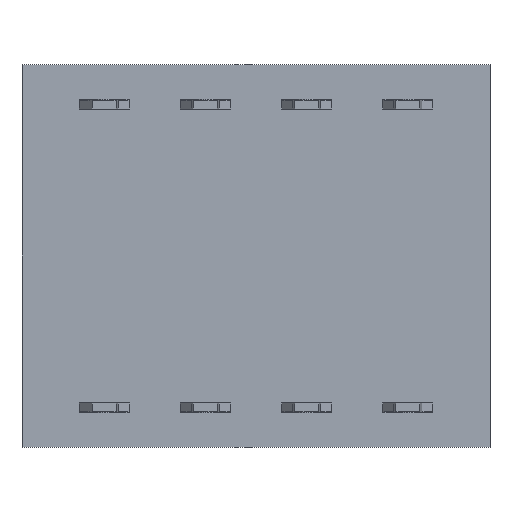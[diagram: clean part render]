
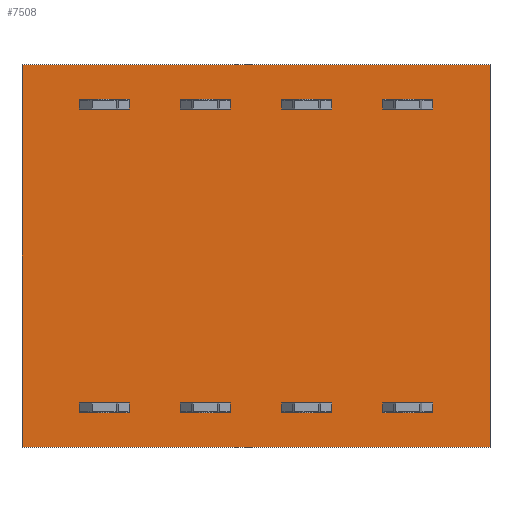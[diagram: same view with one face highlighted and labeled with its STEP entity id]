
A CAD part, front view. The second image highlights one B-rep face of the part: STEP entity #7508.
In plain terms, the highlighted planar face has unit normal (0, -1, 0).
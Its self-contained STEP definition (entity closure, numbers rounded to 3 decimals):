
#341=FACE_BOUND('',#867,.T.);
#342=FACE_BOUND('',#868,.T.);
#343=FACE_BOUND('',#869,.T.);
#344=FACE_BOUND('',#870,.T.);
#345=FACE_BOUND('',#871,.T.);
#346=FACE_BOUND('',#872,.T.);
#347=FACE_BOUND('',#873,.T.);
#348=FACE_BOUND('',#874,.T.);
#429=FACE_OUTER_BOUND('',#866,.T.);
#866=EDGE_LOOP('',(#5281,#5282,#5283,#5284));
#867=EDGE_LOOP('',(#5285,#5286,#5287,#5288));
#868=EDGE_LOOP('',(#5289,#5290,#5291,#5292));
#869=EDGE_LOOP('',(#5293,#5294,#5295,#5296));
#870=EDGE_LOOP('',(#5297,#5298,#5299,#5300));
#871=EDGE_LOOP('',(#5301,#5302,#5303,#5304));
#872=EDGE_LOOP('',(#5305,#5306,#5307,#5308));
#873=EDGE_LOOP('',(#5309,#5310,#5311,#5312));
#874=EDGE_LOOP('',(#5313,#5314,#5315,#5316));
#1272=LINE('',#10120,#2207);
#1275=LINE('',#10126,#2210);
#1278=LINE('',#10132,#2213);
#1281=LINE('',#10136,#2216);
#1284=LINE('',#10144,#2219);
#1287=LINE('',#10150,#2222);
#1290=LINE('',#10156,#2225);
#1293=LINE('',#10160,#2228);
#1296=LINE('',#10168,#2231);
#1299=LINE('',#10174,#2234);
#1302=LINE('',#10180,#2237);
#1305=LINE('',#10184,#2240);
#1308=LINE('',#10192,#2243);
#1311=LINE('',#10198,#2246);
#1314=LINE('',#10204,#2249);
#1317=LINE('',#10208,#2252);
#1320=LINE('',#10216,#2255);
#1323=LINE('',#10222,#2258);
#1326=LINE('',#10228,#2261);
#1329=LINE('',#10232,#2264);
#1332=LINE('',#10240,#2267);
#1335=LINE('',#10246,#2270);
#1338=LINE('',#10252,#2273);
#1341=LINE('',#10256,#2276);
#1344=LINE('',#10264,#2279);
#1347=LINE('',#10270,#2282);
#1350=LINE('',#10276,#2285);
#1353=LINE('',#10280,#2288);
#1356=LINE('',#10288,#2291);
#1359=LINE('',#10294,#2294);
#1362=LINE('',#10300,#2297);
#1365=LINE('',#10304,#2300);
#1426=LINE('',#10429,#2361);
#1429=LINE('',#10434,#2364);
#1432=LINE('',#10439,#2367);
#1433=LINE('',#10441,#2368);
#2207=VECTOR('',#8350,10.);
#2210=VECTOR('',#8355,10.);
#2213=VECTOR('',#8360,10.);
#2216=VECTOR('',#8365,10.);
#2219=VECTOR('',#8370,10.);
#2222=VECTOR('',#8375,10.);
#2225=VECTOR('',#8380,10.);
#2228=VECTOR('',#8385,10.);
#2231=VECTOR('',#8390,10.);
#2234=VECTOR('',#8395,10.);
#2237=VECTOR('',#8400,10.);
#2240=VECTOR('',#8405,10.);
#2243=VECTOR('',#8410,10.);
#2246=VECTOR('',#8415,10.);
#2249=VECTOR('',#8420,10.);
#2252=VECTOR('',#8425,10.);
#2255=VECTOR('',#8430,10.);
#2258=VECTOR('',#8435,10.);
#2261=VECTOR('',#8440,10.);
#2264=VECTOR('',#8445,10.);
#2267=VECTOR('',#8450,10.);
#2270=VECTOR('',#8455,10.);
#2273=VECTOR('',#8460,10.);
#2276=VECTOR('',#8465,10.);
#2279=VECTOR('',#8470,10.);
#2282=VECTOR('',#8475,10.);
#2285=VECTOR('',#8480,10.);
#2288=VECTOR('',#8485,10.);
#2291=VECTOR('',#8490,10.);
#2294=VECTOR('',#8495,10.);
#2297=VECTOR('',#8500,10.);
#2300=VECTOR('',#8505,10.);
#2361=VECTOR('',#8624,10.);
#2364=VECTOR('',#8629,10.);
#2367=VECTOR('',#8634,10.);
#2368=VECTOR('',#8637,10.);
#3139=VERTEX_POINT('',#10117);
#3140=VERTEX_POINT('',#10119);
#3142=VERTEX_POINT('',#10125);
#3144=VERTEX_POINT('',#10131);
#3147=VERTEX_POINT('',#10141);
#3148=VERTEX_POINT('',#10143);
#3150=VERTEX_POINT('',#10149);
#3152=VERTEX_POINT('',#10155);
#3155=VERTEX_POINT('',#10165);
#3156=VERTEX_POINT('',#10167);
#3158=VERTEX_POINT('',#10173);
#3160=VERTEX_POINT('',#10179);
#3163=VERTEX_POINT('',#10189);
#3164=VERTEX_POINT('',#10191);
#3166=VERTEX_POINT('',#10197);
#3168=VERTEX_POINT('',#10203);
#3171=VERTEX_POINT('',#10213);
#3172=VERTEX_POINT('',#10215);
#3174=VERTEX_POINT('',#10221);
#3176=VERTEX_POINT('',#10227);
#3179=VERTEX_POINT('',#10237);
#3180=VERTEX_POINT('',#10239);
#3182=VERTEX_POINT('',#10245);
#3184=VERTEX_POINT('',#10251);
#3187=VERTEX_POINT('',#10261);
#3188=VERTEX_POINT('',#10263);
#3190=VERTEX_POINT('',#10269);
#3192=VERTEX_POINT('',#10275);
#3195=VERTEX_POINT('',#10285);
#3196=VERTEX_POINT('',#10287);
#3198=VERTEX_POINT('',#10293);
#3200=VERTEX_POINT('',#10299);
#3234=VERTEX_POINT('',#10427);
#3235=VERTEX_POINT('',#10428);
#3236=VERTEX_POINT('',#10433);
#3237=VERTEX_POINT('',#10437);
#3868=EDGE_CURVE('',#3140,#3139,#1272,.T.);
#3871=EDGE_CURVE('',#3142,#3140,#1275,.T.);
#3874=EDGE_CURVE('',#3144,#3142,#1278,.T.);
#3877=EDGE_CURVE('',#3139,#3144,#1281,.T.);
#3880=EDGE_CURVE('',#3148,#3147,#1284,.T.);
#3883=EDGE_CURVE('',#3150,#3148,#1287,.T.);
#3886=EDGE_CURVE('',#3152,#3150,#1290,.T.);
#3889=EDGE_CURVE('',#3147,#3152,#1293,.T.);
#3892=EDGE_CURVE('',#3156,#3155,#1296,.T.);
#3895=EDGE_CURVE('',#3158,#3156,#1299,.T.);
#3898=EDGE_CURVE('',#3160,#3158,#1302,.T.);
#3901=EDGE_CURVE('',#3155,#3160,#1305,.T.);
#3904=EDGE_CURVE('',#3164,#3163,#1308,.T.);
#3907=EDGE_CURVE('',#3166,#3164,#1311,.T.);
#3910=EDGE_CURVE('',#3168,#3166,#1314,.T.);
#3913=EDGE_CURVE('',#3163,#3168,#1317,.T.);
#3916=EDGE_CURVE('',#3172,#3171,#1320,.T.);
#3919=EDGE_CURVE('',#3174,#3172,#1323,.T.);
#3922=EDGE_CURVE('',#3176,#3174,#1326,.T.);
#3925=EDGE_CURVE('',#3171,#3176,#1329,.T.);
#3928=EDGE_CURVE('',#3180,#3179,#1332,.T.);
#3931=EDGE_CURVE('',#3182,#3180,#1335,.T.);
#3934=EDGE_CURVE('',#3184,#3182,#1338,.T.);
#3937=EDGE_CURVE('',#3179,#3184,#1341,.T.);
#3940=EDGE_CURVE('',#3188,#3187,#1344,.T.);
#3943=EDGE_CURVE('',#3190,#3188,#1347,.T.);
#3946=EDGE_CURVE('',#3192,#3190,#1350,.T.);
#3949=EDGE_CURVE('',#3187,#3192,#1353,.T.);
#3952=EDGE_CURVE('',#3196,#3195,#1356,.T.);
#3955=EDGE_CURVE('',#3198,#3196,#1359,.T.);
#3958=EDGE_CURVE('',#3200,#3198,#1362,.T.);
#3961=EDGE_CURVE('',#3195,#3200,#1365,.T.);
#4022=EDGE_CURVE('',#3234,#3235,#1426,.T.);
#4025=EDGE_CURVE('',#3236,#3234,#1429,.T.);
#4028=EDGE_CURVE('',#3237,#3236,#1432,.T.);
#4029=EDGE_CURVE('',#3235,#3237,#1433,.T.);
#5281=ORIENTED_EDGE('',*,*,#4029,.F.);
#5282=ORIENTED_EDGE('',*,*,#4022,.F.);
#5283=ORIENTED_EDGE('',*,*,#4025,.F.);
#5284=ORIENTED_EDGE('',*,*,#4028,.F.);
#5285=ORIENTED_EDGE('',*,*,#3868,.T.);
#5286=ORIENTED_EDGE('',*,*,#3877,.T.);
#5287=ORIENTED_EDGE('',*,*,#3874,.T.);
#5288=ORIENTED_EDGE('',*,*,#3871,.T.);
#5289=ORIENTED_EDGE('',*,*,#3880,.T.);
#5290=ORIENTED_EDGE('',*,*,#3889,.T.);
#5291=ORIENTED_EDGE('',*,*,#3886,.T.);
#5292=ORIENTED_EDGE('',*,*,#3883,.T.);
#5293=ORIENTED_EDGE('',*,*,#3892,.T.);
#5294=ORIENTED_EDGE('',*,*,#3901,.T.);
#5295=ORIENTED_EDGE('',*,*,#3898,.T.);
#5296=ORIENTED_EDGE('',*,*,#3895,.T.);
#5297=ORIENTED_EDGE('',*,*,#3904,.T.);
#5298=ORIENTED_EDGE('',*,*,#3913,.T.);
#5299=ORIENTED_EDGE('',*,*,#3910,.T.);
#5300=ORIENTED_EDGE('',*,*,#3907,.T.);
#5301=ORIENTED_EDGE('',*,*,#3916,.T.);
#5302=ORIENTED_EDGE('',*,*,#3925,.T.);
#5303=ORIENTED_EDGE('',*,*,#3922,.T.);
#5304=ORIENTED_EDGE('',*,*,#3919,.T.);
#5305=ORIENTED_EDGE('',*,*,#3928,.T.);
#5306=ORIENTED_EDGE('',*,*,#3937,.T.);
#5307=ORIENTED_EDGE('',*,*,#3934,.T.);
#5308=ORIENTED_EDGE('',*,*,#3931,.T.);
#5309=ORIENTED_EDGE('',*,*,#3940,.T.);
#5310=ORIENTED_EDGE('',*,*,#3949,.T.);
#5311=ORIENTED_EDGE('',*,*,#3946,.T.);
#5312=ORIENTED_EDGE('',*,*,#3943,.T.);
#5313=ORIENTED_EDGE('',*,*,#3952,.T.);
#5314=ORIENTED_EDGE('',*,*,#3961,.T.);
#5315=ORIENTED_EDGE('',*,*,#3958,.T.);
#5316=ORIENTED_EDGE('',*,*,#3955,.T.);
#7167=PLANE('',#7968);
#7508=ADVANCED_FACE('',(#429,#341,#342,#343,#344,#345,#346,#347,#348),#7167,
 .F.);
#7968=AXIS2_PLACEMENT_3D('',#10442,#8638,#8639);
#8350=DIRECTION('',(0.,0.,1.));
#8355=DIRECTION('',(-1.,0.,0.));
#8360=DIRECTION('',(0.,0.,-1.));
#8365=DIRECTION('',(1.,0.,0.));
#8370=DIRECTION('',(0.,0.,1.));
#8375=DIRECTION('',(-1.,0.,0.));
#8380=DIRECTION('',(0.,0.,-1.));
#8385=DIRECTION('',(1.,0.,0.));
#8390=DIRECTION('',(0.,0.,1.));
#8395=DIRECTION('',(-1.,0.,0.));
#8400=DIRECTION('',(0.,0.,-1.));
#8405=DIRECTION('',(1.,0.,0.));
#8410=DIRECTION('',(0.,0.,1.));
#8415=DIRECTION('',(-1.,0.,0.));
#8420=DIRECTION('',(0.,0.,-1.));
#8425=DIRECTION('',(1.,0.,0.));
#8430=DIRECTION('',(0.,0.,1.));
#8435=DIRECTION('',(-1.,0.,0.));
#8440=DIRECTION('',(0.,0.,-1.));
#8445=DIRECTION('',(1.,0.,0.));
#8450=DIRECTION('',(0.,0.,1.));
#8455=DIRECTION('',(-1.,0.,0.));
#8460=DIRECTION('',(0.,0.,-1.));
#8465=DIRECTION('',(1.,0.,0.));
#8470=DIRECTION('',(0.,0.,1.));
#8475=DIRECTION('',(-1.,0.,0.));
#8480=DIRECTION('',(0.,0.,-1.));
#8485=DIRECTION('',(1.,0.,0.));
#8490=DIRECTION('',(0.,0.,1.));
#8495=DIRECTION('',(-1.,0.,0.));
#8500=DIRECTION('',(0.,0.,-1.));
#8505=DIRECTION('',(1.,0.,0.));
#8624=DIRECTION('',(0.,0.,-1.));
#8629=DIRECTION('',(1.,0.,0.));
#8634=DIRECTION('',(0.,0.,1.));
#8637=DIRECTION('',(-1.,0.,0.));
#8638=DIRECTION('center_axis',(0.,1.,0.));
#8639=DIRECTION('ref_axis',(0.,0.,1.));
#10117=CARTESIAN_POINT('',(3.185,0.,-3.685));
#10119=CARTESIAN_POINT('',(3.185,0.,-3.935));
#10120=CARTESIAN_POINT('',(3.185,0.,-1.968));
#10125=CARTESIAN_POINT('',(4.435,0.,-3.935));
#10126=CARTESIAN_POINT('',(2.218,0.,-3.935));
#10131=CARTESIAN_POINT('',(4.435,0.,-3.685));
#10132=CARTESIAN_POINT('',(4.435,0.,-1.843));
#10136=CARTESIAN_POINT('',(1.593,0.,-3.685));
#10141=CARTESIAN_POINT('',(0.645,0.,-3.685));
#10143=CARTESIAN_POINT('',(0.645,0.,-3.935));
#10144=CARTESIAN_POINT('',(0.645,0.,-1.968));
#10149=CARTESIAN_POINT('',(1.895,0.,-3.935));
#10150=CARTESIAN_POINT('',(0.948,0.,-3.935));
#10155=CARTESIAN_POINT('',(1.895,0.,-3.685));
#10156=CARTESIAN_POINT('',(1.895,0.,-1.843));
#10160=CARTESIAN_POINT('',(0.323,0.,-3.685));
#10165=CARTESIAN_POINT('',(-1.895,0.,-3.685));
#10167=CARTESIAN_POINT('',(-1.895,0.,-3.935));
#10168=CARTESIAN_POINT('',(-1.895,0.,-1.968));
#10173=CARTESIAN_POINT('',(-0.645,0.,-3.935));
#10174=CARTESIAN_POINT('',(-0.323,0.,-3.935));
#10179=CARTESIAN_POINT('',(-0.645,0.,-3.685));
#10180=CARTESIAN_POINT('',(-0.645,0.,-1.843));
#10184=CARTESIAN_POINT('',(-0.948,0.,-3.685));
#10189=CARTESIAN_POINT('',(-4.435,0.,-3.685));
#10191=CARTESIAN_POINT('',(-4.435,0.,-3.935));
#10192=CARTESIAN_POINT('',(-4.435,0.,-1.968));
#10197=CARTESIAN_POINT('',(-3.185,0.,-3.935));
#10198=CARTESIAN_POINT('',(-1.593,0.,-3.935));
#10203=CARTESIAN_POINT('',(-3.185,0.,-3.685));
#10204=CARTESIAN_POINT('',(-3.185,0.,-1.843));
#10208=CARTESIAN_POINT('',(-2.218,0.,-3.685));
#10213=CARTESIAN_POINT('',(3.185,0.,3.935));
#10215=CARTESIAN_POINT('',(3.185,0.,3.685));
#10216=CARTESIAN_POINT('',(3.185,0.,1.843));
#10221=CARTESIAN_POINT('',(4.435,0.,3.685));
#10222=CARTESIAN_POINT('',(2.218,0.,3.685));
#10227=CARTESIAN_POINT('',(4.435,0.,3.935));
#10228=CARTESIAN_POINT('',(4.435,0.,1.968));
#10232=CARTESIAN_POINT('',(1.593,0.,3.935));
#10237=CARTESIAN_POINT('',(0.645,0.,3.935));
#10239=CARTESIAN_POINT('',(0.645,0.,3.685));
#10240=CARTESIAN_POINT('',(0.645,0.,1.843));
#10245=CARTESIAN_POINT('',(1.895,0.,3.685));
#10246=CARTESIAN_POINT('',(0.947,0.,3.685));
#10251=CARTESIAN_POINT('',(1.895,0.,3.935));
#10252=CARTESIAN_POINT('',(1.895,0.,1.968));
#10256=CARTESIAN_POINT('',(0.322,0.,3.935));
#10261=CARTESIAN_POINT('',(-1.895,0.,3.935));
#10263=CARTESIAN_POINT('',(-1.895,0.,3.685));
#10264=CARTESIAN_POINT('',(-1.895,0.,1.843));
#10269=CARTESIAN_POINT('',(-0.645,0.,3.685));
#10270=CARTESIAN_POINT('',(-0.323,0.,3.685));
#10275=CARTESIAN_POINT('',(-0.645,0.,3.935));
#10276=CARTESIAN_POINT('',(-0.645,0.,1.968));
#10280=CARTESIAN_POINT('',(-0.948,0.,3.935));
#10285=CARTESIAN_POINT('',(-4.435,0.,3.935));
#10287=CARTESIAN_POINT('',(-4.435,0.,3.685));
#10288=CARTESIAN_POINT('',(-4.435,0.,1.843));
#10293=CARTESIAN_POINT('',(-3.185,0.,3.685));
#10294=CARTESIAN_POINT('',(-1.593,0.,3.685));
#10299=CARTESIAN_POINT('',(-3.185,0.,3.935));
#10300=CARTESIAN_POINT('',(-3.185,0.,1.968));
#10304=CARTESIAN_POINT('',(-2.218,0.,3.935));
#10427=CARTESIAN_POINT('',(5.87,0.,4.8));
#10428=CARTESIAN_POINT('',(5.87,0.,-4.8));
#10429=CARTESIAN_POINT('',(5.87,0.,4.8));
#10433=CARTESIAN_POINT('',(-5.87,0.,4.8));
#10434=CARTESIAN_POINT('',(-5.87,0.,4.8));
#10437=CARTESIAN_POINT('',(-5.87,0.,-4.8));
#10439=CARTESIAN_POINT('',(-5.87,0.,-4.8));
#10441=CARTESIAN_POINT('',(5.87,0.,-4.8));
#10442=CARTESIAN_POINT('Origin',(0.,0.,0.));
